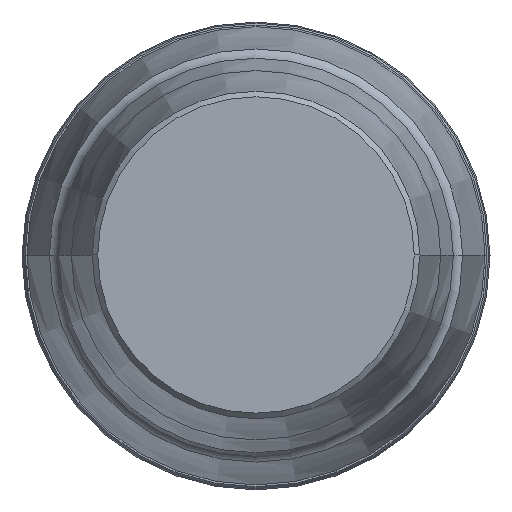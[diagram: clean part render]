
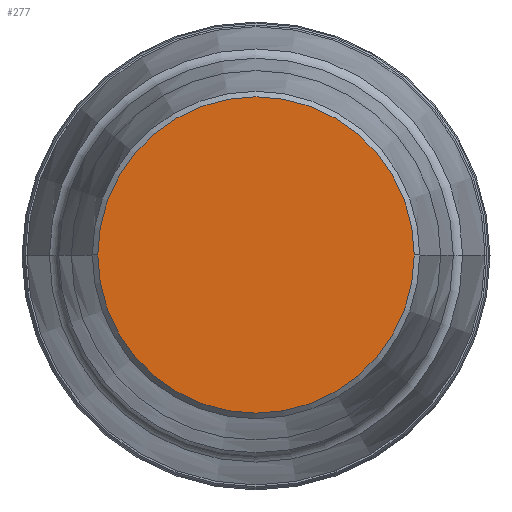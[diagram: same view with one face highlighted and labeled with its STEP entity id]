
A CAD part, top view. The second image highlights one B-rep face of the part: STEP entity #277.
In plain terms, the highlighted planar face has unit normal (0, 0, 1).
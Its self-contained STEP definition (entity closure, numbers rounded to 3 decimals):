
#53=PLANE('',#1259);
#277=ADVANCED_FACE('',(#358),#53,.F.);
#358=FACE_OUTER_BOUND('',#429,.T.);
#429=EDGE_LOOP('',(#748,#749));
#748=ORIENTED_EDGE('',*,*,#906,.F.);
#749=ORIENTED_EDGE('',*,*,#983,.F.);
#791=VERTEX_POINT('',#1732);
#792=VERTEX_POINT('',#1733);
#906=EDGE_CURVE('',#791,#792,#1050,.T.);
#983=EDGE_CURVE('',#792,#791,#1077,.T.);
#1050=CIRCLE('',#1170,8.602);
#1077=CIRCLE('',#1213,8.602);
#1170=AXIS2_PLACEMENT_3D('',#1731,#1404,#1405);
#1213=AXIS2_PLACEMENT_3D('',#2060,#1504,#1505);
#1259=AXIS2_PLACEMENT_3D('',#2118,#1608,#1609);
#1404=DIRECTION('',(0.,0.,-1.));
#1405=DIRECTION('',(0.,-1.,0.));
#1504=DIRECTION('',(0.,0.,-1.));
#1505=DIRECTION('',(0.,-1.,0.));
#1608=DIRECTION('',(0.,0.,-1.));
#1609=DIRECTION('',(0.,1.,0.));
#1731=CARTESIAN_POINT('',(0.,0.,25.9));
#1732=CARTESIAN_POINT('',(-8.602,0.,25.9));
#1733=CARTESIAN_POINT('',(8.602,0.,25.9));
#2060=CARTESIAN_POINT('',(0.,0.,25.9));
#2118=CARTESIAN_POINT('',(10.,10.,25.9));
